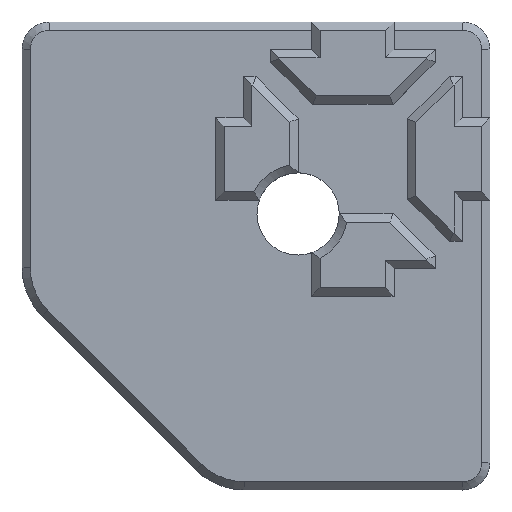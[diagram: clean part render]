
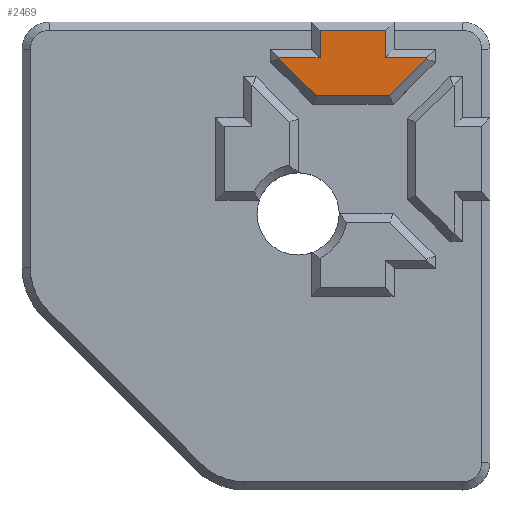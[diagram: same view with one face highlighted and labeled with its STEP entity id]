
A CAD part, top view. The second image highlights one B-rep face of the part: STEP entity #2469.
In plain terms, the highlighted planar face has unit normal (0, 0, 1).
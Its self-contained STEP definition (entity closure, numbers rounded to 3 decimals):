
#761=DIRECTION('',(-1.,0.,0.));
#762=VECTOR('',#761,3.);
#763=CARTESIAN_POINT('',(-2.4,7.4,7.));
#764=LINE('',#763,#762);
#765=DIRECTION('',(0.,-1.,0.));
#766=VECTOR('',#765,2.);
#767=CARTESIAN_POINT('',(-2.4,9.4,7.));
#768=LINE('',#767,#766);
#769=DIRECTION('',(-1.,0.,0.));
#770=VECTOR('',#769,4.8);
#771=CARTESIAN_POINT('',(2.4,9.4,7.));
#772=LINE('',#771,#770);
#773=DIRECTION('',(0.,1.,0.));
#774=VECTOR('',#773,2.);
#775=CARTESIAN_POINT('',(2.4,7.4,7.));
#776=LINE('',#775,#774);
#777=DIRECTION('',(-1.,0.,0.));
#778=VECTOR('',#777,3.);
#779=CARTESIAN_POINT('',(5.4,7.4,7.));
#780=LINE('',#779,#778);
#781=DIRECTION('',(0.,1.,0.));
#782=VECTOR('',#781,0.091);
#783=CARTESIAN_POINT('',(5.4,7.309,7.));
#784=LINE('',#783,#782);
#785=DIRECTION('',(0.707,0.707,0.));
#786=VECTOR('',#785,3.831);
#787=CARTESIAN_POINT('',(2.691,4.6,7.));
#788=LINE('',#787,#786);
#789=DIRECTION('',(1.,0.,0.));
#790=VECTOR('',#789,5.382);
#791=CARTESIAN_POINT('',(-2.691,4.6,7.));
#792=LINE('',#791,#790);
#793=DIRECTION('',(0.707,-0.707,0.));
#794=VECTOR('',#793,3.831);
#795=CARTESIAN_POINT('',(-5.4,7.309,7.));
#796=LINE('',#795,#794);
#797=DIRECTION('',(0.,-1.,0.));
#798=VECTOR('',#797,0.091);
#799=CARTESIAN_POINT('',(-5.4,7.4,7.));
#800=LINE('',#799,#798);
#1157=CARTESIAN_POINT('',(-2.4,7.4,7.));
#1158=CARTESIAN_POINT('',(-5.4,7.4,7.));
#1159=VERTEX_POINT('',#1157);
#1160=VERTEX_POINT('',#1158);
#1161=CARTESIAN_POINT('',(-5.4,7.309,7.));
#1162=CARTESIAN_POINT('',(-2.691,4.6,7.));
#1163=VERTEX_POINT('',#1161);
#1164=VERTEX_POINT('',#1162);
#1171=CARTESIAN_POINT('',(2.691,4.6,7.));
#1172=VERTEX_POINT('',#1171);
#1175=CARTESIAN_POINT('',(5.4,7.309,7.));
#1176=VERTEX_POINT('',#1175);
#1177=CARTESIAN_POINT('',(5.4,7.4,7.));
#1178=CARTESIAN_POINT('',(2.4,7.4,7.));
#1179=VERTEX_POINT('',#1177);
#1180=VERTEX_POINT('',#1178);
#1185=CARTESIAN_POINT('',(2.4,9.4,7.));
#1186=VERTEX_POINT('',#1185);
#1191=CARTESIAN_POINT('',(-2.4,9.4,7.));
#1192=VERTEX_POINT('',#1191);
#2445=CARTESIAN_POINT('',(0.,0.,7.));
#2446=DIRECTION('',(0.,0.,1.));
#2447=DIRECTION('',(1.,0.,0.));
#2448=AXIS2_PLACEMENT_3D('',#2445,#2446,#2447);
#2449=PLANE('',#2448);
#2451=ORIENTED_EDGE('',*,*,#2450,.F.);
#2452=ORIENTED_EDGE('',*,*,#2409,.F.);
#2453=ORIENTED_EDGE('',*,*,#2424,.F.);
#2454=ORIENTED_EDGE('',*,*,#2435,.F.);
#2456=ORIENTED_EDGE('',*,*,#2455,.F.);
#2458=ORIENTED_EDGE('',*,*,#2457,.F.);
#2460=ORIENTED_EDGE('',*,*,#2459,.F.);
#2462=ORIENTED_EDGE('',*,*,#2461,.F.);
#2464=ORIENTED_EDGE('',*,*,#2463,.F.);
#2466=ORIENTED_EDGE('',*,*,#2465,.F.);
#2467=EDGE_LOOP('',(#2451,#2452,#2453,#2454,#2456,#2458,#2460,#2462,#2464,
#2466));
#2468=FACE_OUTER_BOUND('',#2467,.F.);
#2469=ADVANCED_FACE('',(#2468),#2449,.T.);
#2409=EDGE_CURVE('',#1192,#1159,#768,.T.);
#2424=EDGE_CURVE('',#1186,#1192,#772,.T.);
#2435=EDGE_CURVE('',#1180,#1186,#776,.T.);
#2450=EDGE_CURVE('',#1159,#1160,#764,.T.);
#2455=EDGE_CURVE('',#1179,#1180,#780,.T.);
#2457=EDGE_CURVE('',#1176,#1179,#784,.T.);
#2459=EDGE_CURVE('',#1172,#1176,#788,.T.);
#2461=EDGE_CURVE('',#1164,#1172,#792,.T.);
#2463=EDGE_CURVE('',#1163,#1164,#796,.T.);
#2465=EDGE_CURVE('',#1160,#1163,#800,.T.);
